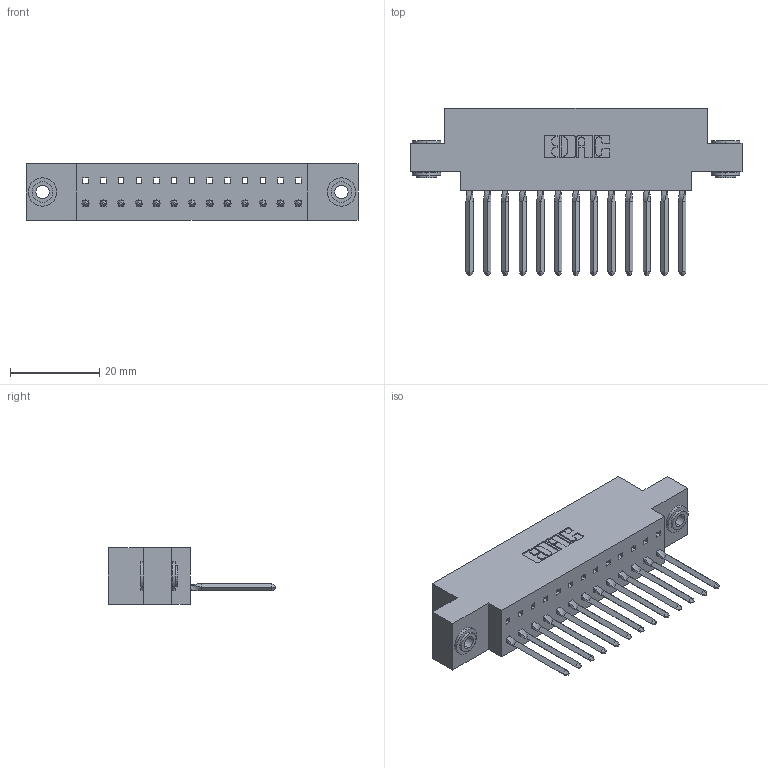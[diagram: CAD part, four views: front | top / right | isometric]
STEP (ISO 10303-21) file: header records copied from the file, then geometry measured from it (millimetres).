
FILE_DESCRIPTION (( 'STEP AP203' ), '1' );
FILE_NAME ('317-013-542-603.STEP', '2020-02-27T14:20:16', ( '' ), ( '' ), 'SwSTEP 2.0', 'SolidWorks 2016', '' );
FILE_SCHEMA (( 'CONFIG_CONTROL_DESIGN' ));
Length unit declared in the file: inch
Products named in the file (4): 317-290-003_542; 317 Part_.156 Dia - TH; 345-250-002_345-250-002-102; 317-013-542-603
Assembly tree (16 placements, depth 2):
  317-013-542-603
    317 Part_.156 Dia - TH
    317-290-003_542  x13
    345-250-002_345-250-002-102  x2
Bounding box: 74.22 x 37.34 x 12.7 mm (x, y, z)
Volume: 10713.1 mm3; surface area: 12640.2 mm2
Topology: 16 solids, 16 shells, 1115 faces, 3172 edges, 2050 vertices
Faces by surface type: plane 900, cylinder 155, bspline 52, cone 8
Entity records: 22088 total; most frequent: CARTESIAN_POINT 4127, ORIENTED_EDGE 3796, DIRECTION 3258, EDGE_CURVE 1898, LINE 1704, VECTOR 1704, VERTEX_POINT 1258, AXIS2_PLACEMENT_3D 777
